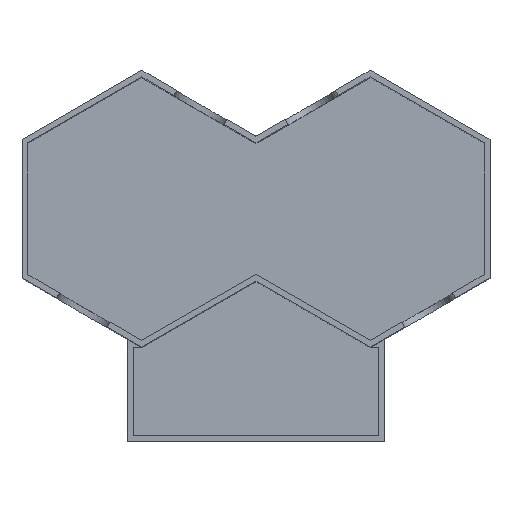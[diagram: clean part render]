
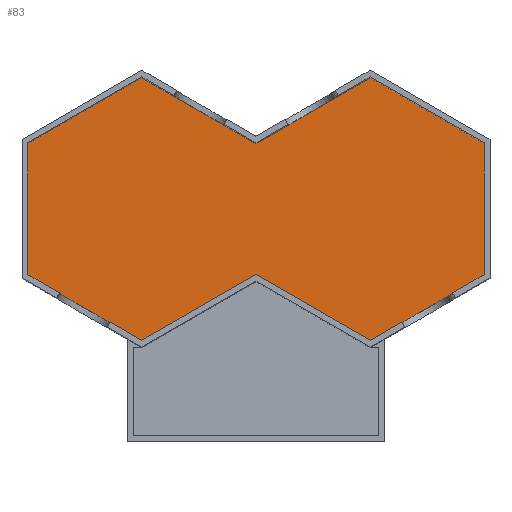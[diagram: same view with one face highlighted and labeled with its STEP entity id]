
A CAD part, top view. The second image highlights one B-rep face of the part: STEP entity #83.
In plain terms, the highlighted planar face has unit normal (0, 0, 1).
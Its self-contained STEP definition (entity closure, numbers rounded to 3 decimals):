
#21 = EDGE_CURVE('',#22,#24,#26,.T.);
#22 = VERTEX_POINT('',#23);
#23 = CARTESIAN_POINT('',(0.,22.6,0.));
#24 = VERTEX_POINT('',#25);
#25 = CARTESIAN_POINT('',(-19.572,33.9,0.));
#26 = LINE('',#27,#28);
#27 = CARTESIAN_POINT('',(0.,22.6,0.));
#28 = VECTOR('',#29,1.);
#29 = DIRECTION('',(-0.866,0.5,0.));
#83 = ADVANCED_FACE('',(#84),#189,.T.);
#84 = FACE_BOUND('',#85,.T.);
#85 = EDGE_LOOP('',(#86,#96,#102,#103,#111,#119,#127,#135,#143,#151,#159
    ,#167,#175,#183));
#86 = ORIENTED_EDGE('',*,*,#87,.T.);
#87 = EDGE_CURVE('',#88,#90,#92,.T.);
#88 = VERTEX_POINT('',#89);
#89 = CARTESIAN_POINT('',(39.144,45.2,0.));
#90 = VERTEX_POINT('',#91);
#91 = CARTESIAN_POINT('',(19.572,33.9,0.));
#92 = LINE('',#93,#94);
#93 = CARTESIAN_POINT('',(39.144,45.2,0.));
#94 = VECTOR('',#95,1.);
#95 = DIRECTION('',(-0.866,-0.5,0.));
#96 = ORIENTED_EDGE('',*,*,#97,.T.);
#97 = EDGE_CURVE('',#90,#22,#98,.T.);
#98 = LINE('',#99,#100);
#99 = CARTESIAN_POINT('',(39.144,45.2,0.));
#100 = VECTOR('',#101,1.);
#101 = DIRECTION('',(-0.866,-0.5,0.));
#102 = ORIENTED_EDGE('',*,*,#21,.T.);
#103 = ORIENTED_EDGE('',*,*,#104,.T.);
#104 = EDGE_CURVE('',#24,#105,#107,.T.);
#105 = VERTEX_POINT('',#106);
#106 = CARTESIAN_POINT('',(-39.144,45.2,0.));
#107 = LINE('',#108,#109);
#108 = CARTESIAN_POINT('',(0.,22.6,0.));
#109 = VECTOR('',#110,1.);
#110 = DIRECTION('',(-0.866,0.5,0.));
#111 = ORIENTED_EDGE('',*,*,#112,.T.);
#112 = EDGE_CURVE('',#105,#113,#115,.T.);
#113 = VERTEX_POINT('',#114);
#114 = CARTESIAN_POINT('',(-78.289,22.6,0.));
#115 = LINE('',#116,#117);
#116 = CARTESIAN_POINT('',(-39.144,45.2,0.));
#117 = VECTOR('',#118,1.);
#118 = DIRECTION('',(-0.866,-0.5,0.));
#119 = ORIENTED_EDGE('',*,*,#120,.T.);
#120 = EDGE_CURVE('',#113,#121,#123,.T.);
#121 = VERTEX_POINT('',#122);
#122 = CARTESIAN_POINT('',(-78.289,-22.6,0.));
#123 = LINE('',#124,#125);
#124 = CARTESIAN_POINT('',(-78.289,22.6,0.));
#125 = VECTOR('',#126,1.);
#126 = DIRECTION('',(0.,-1.,0.));
#127 = ORIENTED_EDGE('',*,*,#128,.T.);
#128 = EDGE_CURVE('',#121,#129,#131,.T.);
#129 = VERTEX_POINT('',#130);
#130 = CARTESIAN_POINT('',(-58.717,-33.9,0.));
#131 = LINE('',#132,#133);
#132 = CARTESIAN_POINT('',(-78.289,-22.6,0.));
#133 = VECTOR('',#134,1.);
#134 = DIRECTION('',(0.866,-0.5,0.));
#135 = ORIENTED_EDGE('',*,*,#136,.T.);
#136 = EDGE_CURVE('',#129,#137,#139,.T.);
#137 = VERTEX_POINT('',#138);
#138 = CARTESIAN_POINT('',(-39.144,-45.2,0.));
#139 = LINE('',#140,#141);
#140 = CARTESIAN_POINT('',(-78.289,-22.6,0.));
#141 = VECTOR('',#142,1.);
#142 = DIRECTION('',(0.866,-0.5,0.));
#143 = ORIENTED_EDGE('',*,*,#144,.T.);
#144 = EDGE_CURVE('',#137,#145,#147,.T.);
#145 = VERTEX_POINT('',#146);
#146 = CARTESIAN_POINT('',(0.,-22.6,0.));
#147 = LINE('',#148,#149);
#148 = CARTESIAN_POINT('',(-39.144,-45.2,0.));
#149 = VECTOR('',#150,1.);
#150 = DIRECTION('',(0.866,0.5,0.));
#151 = ORIENTED_EDGE('',*,*,#152,.T.);
#152 = EDGE_CURVE('',#145,#153,#155,.T.);
#153 = VERTEX_POINT('',#154);
#154 = CARTESIAN_POINT('',(39.144,-45.2,0.));
#155 = LINE('',#156,#157);
#156 = CARTESIAN_POINT('',(0.,-22.6,0.));
#157 = VECTOR('',#158,1.);
#158 = DIRECTION('',(0.866,-0.5,0.));
#159 = ORIENTED_EDGE('',*,*,#160,.T.);
#160 = EDGE_CURVE('',#153,#161,#163,.T.);
#161 = VERTEX_POINT('',#162);
#162 = CARTESIAN_POINT('',(58.717,-33.9,0.));
#163 = LINE('',#164,#165);
#164 = CARTESIAN_POINT('',(39.144,-45.2,0.));
#165 = VECTOR('',#166,1.);
#166 = DIRECTION('',(0.866,0.5,0.));
#167 = ORIENTED_EDGE('',*,*,#168,.T.);
#168 = EDGE_CURVE('',#161,#169,#171,.T.);
#169 = VERTEX_POINT('',#170);
#170 = CARTESIAN_POINT('',(78.289,-22.6,0.));
#171 = LINE('',#172,#173);
#172 = CARTESIAN_POINT('',(39.144,-45.2,0.));
#173 = VECTOR('',#174,1.);
#174 = DIRECTION('',(0.866,0.5,0.));
#175 = ORIENTED_EDGE('',*,*,#176,.T.);
#176 = EDGE_CURVE('',#169,#177,#179,.T.);
#177 = VERTEX_POINT('',#178);
#178 = CARTESIAN_POINT('',(78.289,22.6,0.));
#179 = LINE('',#180,#181);
#180 = CARTESIAN_POINT('',(78.289,-22.6,0.));
#181 = VECTOR('',#182,1.);
#182 = DIRECTION('',(0.,1.,0.));
#183 = ORIENTED_EDGE('',*,*,#184,.T.);
#184 = EDGE_CURVE('',#177,#88,#185,.T.);
#185 = LINE('',#186,#187);
#186 = CARTESIAN_POINT('',(78.289,22.6,0.));
#187 = VECTOR('',#188,1.);
#188 = DIRECTION('',(-0.866,0.5,0.));
#189 = PLANE('',#190);
#190 = AXIS2_PLACEMENT_3D('',#191,#192,#193);
#191 = CARTESIAN_POINT('',(0.,0.,0.));
#192 = DIRECTION('',(0.,0.,1.));
#193 = DIRECTION('',(1.,0.,0.));
